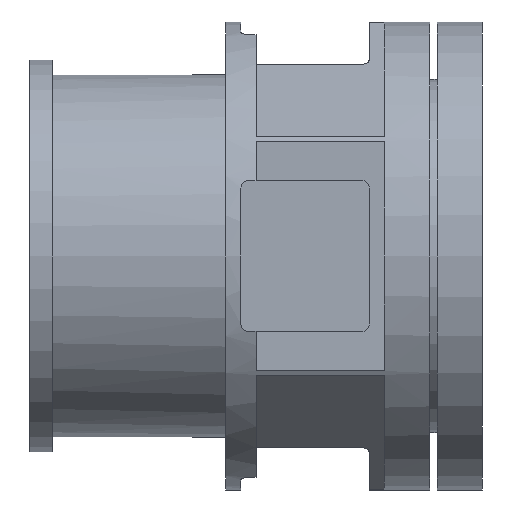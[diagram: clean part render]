
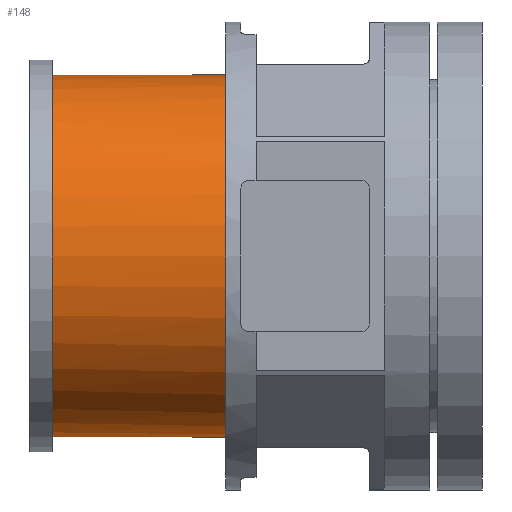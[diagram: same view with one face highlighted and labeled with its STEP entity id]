
A CAD part, front view. The second image highlights one B-rep face of the part: STEP entity #148.
In plain terms, the highlighted cylindrical face has radius 12 mm (diameter 24 mm), a full revolution.
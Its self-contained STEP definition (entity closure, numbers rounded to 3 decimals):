
#148 = ADVANCED_FACE( '', ( #319, #320 ), #321, .T. );
#319 = FACE_OUTER_BOUND( '', #500, .T. );
#320 = FACE_OUTER_BOUND( '', #501, .T. );
#321 = CYLINDRICAL_SURFACE( '', #502, 12. );
#500 = EDGE_LOOP( '', ( #1115 ) );
#501 = EDGE_LOOP( '', ( #1116, #1117, #1118, #1119, #1120, #1121, #1122, #1123 ) );
#502 = AXIS2_PLACEMENT_3D( '', #1124, #1125, #1126 );
#1115 = ORIENTED_EDGE( '', *, *, #1393, .F. );
#1116 = ORIENTED_EDGE( '', *, *, #1396, .F. );
#1117 = ORIENTED_EDGE( '', *, *, #1397, .F. );
#1118 = ORIENTED_EDGE( '', *, *, #1367, .F. );
#1119 = ORIENTED_EDGE( '', *, *, #1398, .T. );
#1120 = ORIENTED_EDGE( '', *, *, #1390, .F. );
#1121 = ORIENTED_EDGE( '', *, *, #1198, .F. );
#1122 = ORIENTED_EDGE( '', *, *, #1399, .F. );
#1123 = ORIENTED_EDGE( '', *, *, #1400, .T. );
#1124 = CARTESIAN_POINT( '', ( 15., 0., 0. ) );
#1125 = DIRECTION( '', ( -1., 0., 0. ) );
#1126 = DIRECTION( '', ( 0., 0., -1. ) );
#1198 = EDGE_CURVE( '', #1412, #1413, #1414, .T. );
#1367 = EDGE_CURVE( '', #1702, #1704, #1705, .T. );
#1390 = EDGE_CURVE( '', #1413, #1740, #1741, .F. );
#1393 = EDGE_CURVE( '', #1745, #1745, #1746, .T. );
#1396 = EDGE_CURVE( '', #1749, #1750, #1751, .F. );
#1397 = EDGE_CURVE( '', #1704, #1749, #1752, .T. );
#1398 = EDGE_CURVE( '', #1702, #1740, #1753, .T. );
#1399 = EDGE_CURVE( '', #1754, #1412, #1755, .T. );
#1400 = EDGE_CURVE( '', #1754, #1750, #1756, .T. );
#1412 = VERTEX_POINT( '', #1772 );
#1413 = VERTEX_POINT( '', #1773 );
#1414 = B_SPLINE_CURVE_WITH_KNOTS( '', 3, ( #1774, #1775, #1776, #1777, #1778, #1779, #1780, #1781, #1782, #1783, #1784, #1785, #1786, #1787 ), .UNSPECIFIED., .F., .F., ( 4, 2, 2, 2, 2, 2, 4 ), ( 0., 0., 0.001, 0.001, 0.001, 0.002, 0.002 ), .UNSPECIFIED. );
#1702 = VERTEX_POINT( '', #2245 );
#1704 = VERTEX_POINT( '', #2248 );
#1705 = LINE( '', #2249, #2250 );
#1740 = VERTEX_POINT( '', #2304 );
#1741 = LINE( '', #2305, #2306 );
#1745 = VERTEX_POINT( '', #2311 );
#1746 = CIRCLE( '', #2312, 12. );
#1749 = VERTEX_POINT( '', #2315 );
#1750 = VERTEX_POINT( '', #2316 );
#1751 = LINE( '', #2317, #2318 );
#1752 = B_SPLINE_CURVE_WITH_KNOTS( '', 3, ( #2319, #2320, #2321, #2322, #2323, #2324, #2325, #2326, #2327, #2328, #2329, #2330, #2331, #2332 ), .UNSPECIFIED., .F., .F., ( 4, 2, 2, 2, 2, 2, 4 ), ( 0., 0., 0.001, 0.001, 0.001, 0.002, 0.002 ), .UNSPECIFIED. );
#1753 = CIRCLE( '', #2333, 12. );
#1754 = VERTEX_POINT( '', #2334 );
#1755 = LINE( '', #2335, #2336 );
#1756 = CIRCLE( '', #2337, 12. );
#1772 = CARTESIAN_POINT( '', ( -4.75, -0.75, 11.977 ) );
#1773 = CARTESIAN_POINT( '', ( -4.75, 0.75, 11.977 ) );
#1774 = CARTESIAN_POINT( '', ( -4.75, -0.75, 11.977 ) );
#1775 = CARTESIAN_POINT( '', ( -4.651, -0.75, 11.977 ) );
#1776 = CARTESIAN_POINT( '', ( -4.554, -0.73, 11.978 ) );
#1777 = CARTESIAN_POINT( '', ( -4.372, -0.655, 11.982 ) );
#1778 = CARTESIAN_POINT( '', ( -4.289, -0.599, 11.985 ) );
#1779 = CARTESIAN_POINT( '', ( -4.081, -0.392, 11.994 ) );
#1780 = CARTESIAN_POINT( '', ( -4., -0.196, 12. ) );
#1781 = CARTESIAN_POINT( '', ( -4., 0.097, 12. ) );
#1782 = CARTESIAN_POINT( '', ( -4.019, 0.196, 11.999 ) );
#1783 = CARTESIAN_POINT( '', ( -4.094, 0.377, 11.994 ) );
#1784 = CARTESIAN_POINT( '', ( -4.149, 0.46, 11.991 ) );
#1785 = CARTESIAN_POINT( '', ( -4.359, 0.67, 11.982 ) );
#1786 = CARTESIAN_POINT( '', ( -4.552, 0.75, 11.977 ) );
#1787 = CARTESIAN_POINT( '', ( -4.75, 0.75, 11.977 ) );
#2245 = CARTESIAN_POINT( '', ( -13.5, 0.75, -11.977 ) );
#2248 = CARTESIAN_POINT( '', ( -4.75, 0.75, -11.977 ) );
#2249 = CARTESIAN_POINT( '', ( 15., 0.75, -11.977 ) );
#2250 = VECTOR( '', #2624, 1000. );
#2304 = CARTESIAN_POINT( '', ( -13.5, 0.75, 11.977 ) );
#2305 = CARTESIAN_POINT( '', ( 15., 0.75, 11.977 ) );
#2306 = VECTOR( '', #2653, 1000. );
#2311 = CARTESIAN_POINT( '', ( -2., 0., -12. ) );
#2312 = AXIS2_PLACEMENT_3D( '', #2658, #2659, #2660 );
#2315 = CARTESIAN_POINT( '', ( -4.75, -0.75, -11.977 ) );
#2316 = CARTESIAN_POINT( '', ( -13.5, -0.75, -11.977 ) );
#2317 = CARTESIAN_POINT( '', ( 15., -0.75, -11.977 ) );
#2318 = VECTOR( '', #2667, 1000. );
#2319 = CARTESIAN_POINT( '', ( -4.75, 0.75, -11.977 ) );
#2320 = CARTESIAN_POINT( '', ( -4.651, 0.75, -11.977 ) );
#2321 = CARTESIAN_POINT( '', ( -4.554, 0.73, -11.978 ) );
#2322 = CARTESIAN_POINT( '', ( -4.372, 0.655, -11.982 ) );
#2323 = CARTESIAN_POINT( '', ( -4.289, 0.599, -11.985 ) );
#2324 = CARTESIAN_POINT( '', ( -4.081, 0.392, -11.994 ) );
#2325 = CARTESIAN_POINT( '', ( -4., 0.196, -12. ) );
#2326 = CARTESIAN_POINT( '', ( -4., -0.097, -12. ) );
#2327 = CARTESIAN_POINT( '', ( -4.019, -0.196, -11.999 ) );
#2328 = CARTESIAN_POINT( '', ( -4.094, -0.377, -11.994 ) );
#2329 = CARTESIAN_POINT( '', ( -4.149, -0.46, -11.991 ) );
#2330 = CARTESIAN_POINT( '', ( -4.359, -0.67, -11.982 ) );
#2331 = CARTESIAN_POINT( '', ( -4.552, -0.75, -11.977 ) );
#2332 = CARTESIAN_POINT( '', ( -4.75, -0.75, -11.977 ) );
#2333 = AXIS2_PLACEMENT_3D( '', #2668, #2669, #2670 );
#2334 = CARTESIAN_POINT( '', ( -13.5, -0.75, 11.977 ) );
#2335 = CARTESIAN_POINT( '', ( 15., -0.75, 11.977 ) );
#2336 = VECTOR( '', #2671, 1000. );
#2337 = AXIS2_PLACEMENT_3D( '', #2672, #2673, #2674 );
#2624 = DIRECTION( '', ( 1., 0., 0. ) );
#2653 = DIRECTION( '', ( 1., 0., 0. ) );
#2658 = CARTESIAN_POINT( '', ( -2., 0., 0. ) );
#2659 = DIRECTION( '', ( 1., 0., 0. ) );
#2660 = DIRECTION( '', ( 0., 0., -1. ) );
#2667 = DIRECTION( '', ( 1., 0., 0. ) );
#2668 = CARTESIAN_POINT( '', ( -13.5, 0., 0. ) );
#2669 = DIRECTION( '', ( 1., 0., 0. ) );
#2670 = DIRECTION( '', ( 0., 0., -1. ) );
#2671 = DIRECTION( '', ( 1., 0., 0. ) );
#2672 = CARTESIAN_POINT( '', ( -13.5, 0., 0. ) );
#2673 = DIRECTION( '', ( 1., 0., 0. ) );
#2674 = DIRECTION( '', ( 0., 0., -1. ) );
